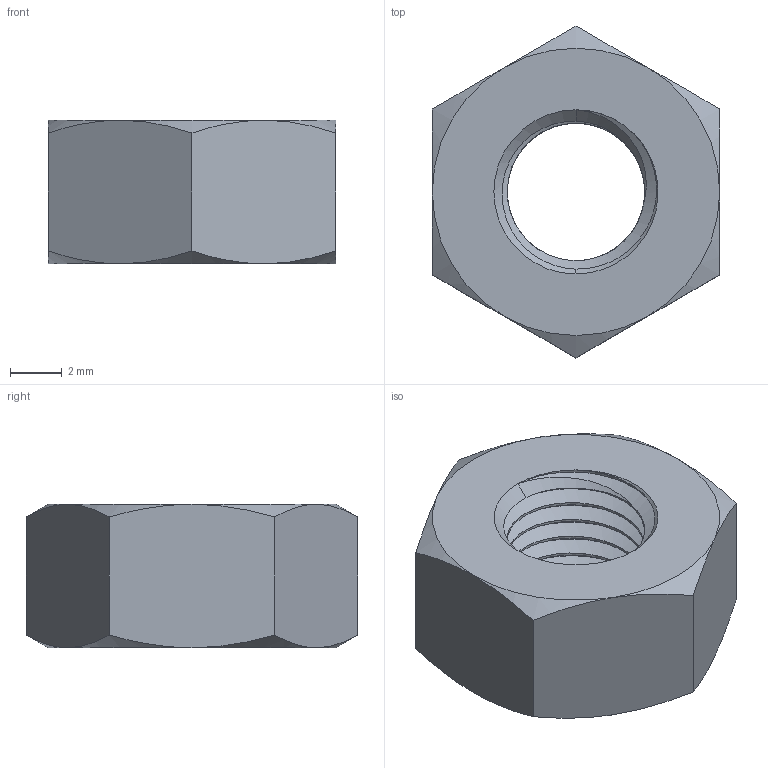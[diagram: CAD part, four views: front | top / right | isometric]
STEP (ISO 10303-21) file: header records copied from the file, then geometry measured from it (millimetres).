
FILE_DESCRIPTION (( 'STEP AP203' ), '1' );
FILE_NAME ('95621A100_18-8 Stainless Steel Hex Nut.STEP', '2021-09-08T11:19:36', ( 'Administrator' ), ( 'Managed by Terraform' ), 'SwSTEP 2.0', 'SolidWorks 2017', '' );
FILE_SCHEMA (( 'CONFIG_CONTROL_DESIGN' ));
Length unit declared in the file: inch
Products named in the file (1): 95621A100_18-8 Stainless Steel Hex Nut
Bounding box: 11.11 x 12.83 x 5.56 mm (x, y, z)
Volume: 440.4 mm3; surface area: 530.2 mm2
Topology: 1 solids, 1 shells, 44 faces, 109 edges, 67 vertices
Faces by surface type: cone 18, cylinder 15, plane 8, bspline 3
Entity records: 2704 total; most frequent: CARTESIAN_POINT 1745, ORIENTED_EDGE 218, DIRECTION 144, EDGE_CURVE 109, VERTEX_POINT 67, AXIS2_PLACEMENT_3D 60, EDGE_LOOP 46, FACE_OUTER_BOUND 44
